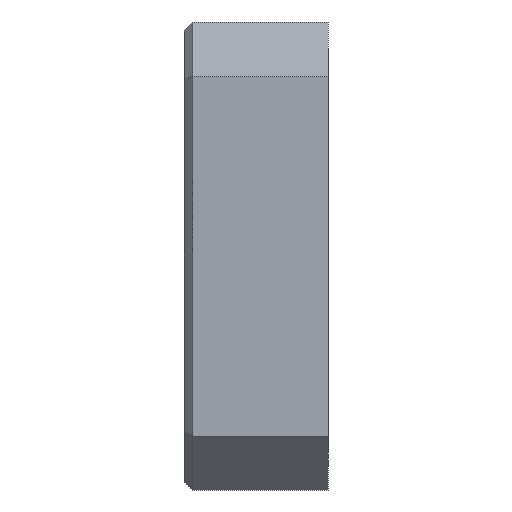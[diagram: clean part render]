
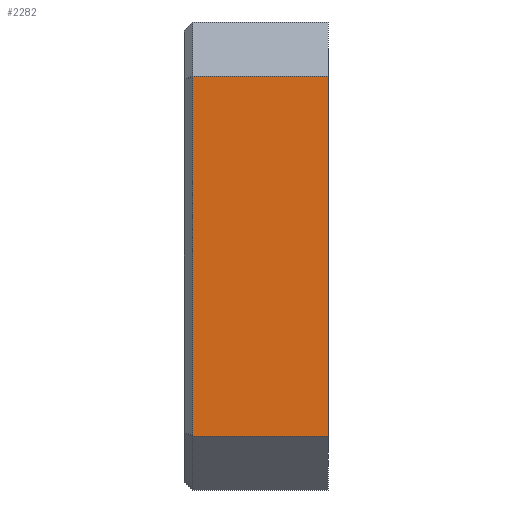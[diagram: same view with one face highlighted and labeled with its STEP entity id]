
A CAD part, left-side view. The second image highlights one B-rep face of the part: STEP entity #2282.
In plain terms, the highlighted planar face has unit normal (-1, 0, 0).
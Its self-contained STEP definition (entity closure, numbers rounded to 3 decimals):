
#119=PLANE('',#2428);
#238=FACE_OUTER_BOUND('',#373,.T.);
#373=EDGE_LOOP('',(#1855,#1856,#1857,#1858));
#523=LINE('',#3529,#781);
#552=LINE('',#3602,#810);
#586=LINE('',#3674,#844);
#588=LINE('',#3677,#846);
#781=VECTOR('',#2648,10.);
#810=VECTOR('',#2713,10.);
#844=VECTOR('',#2775,10.);
#846=VECTOR('',#2779,10.);
#1072=VERTEX_POINT('',#3526);
#1073=VERTEX_POINT('',#3528);
#1097=VERTEX_POINT('',#3594);
#1099=VERTEX_POINT('',#3600);
#1315=EDGE_CURVE('',#1073,#1072,#523,.T.);
#1351=EDGE_CURVE('',#1099,#1097,#552,.T.);
#1387=EDGE_CURVE('',#1097,#1072,#586,.T.);
#1389=EDGE_CURVE('',#1073,#1099,#588,.T.);
#1855=ORIENTED_EDGE('',*,*,#1351,.F.);
#1856=ORIENTED_EDGE('',*,*,#1389,.F.);
#1857=ORIENTED_EDGE('',*,*,#1315,.T.);
#1858=ORIENTED_EDGE('',*,*,#1387,.F.);
#2282=ADVANCED_FACE('',(#238),#119,.T.);
#2428=AXIS2_PLACEMENT_3D('',#3676,#2777,#2778);
#2648=DIRECTION('',(0.,0.,1.));
#2713=DIRECTION('',(0.,0.,1.));
#2775=DIRECTION('',(0.,-1.,0.));
#2777=DIRECTION('center_axis',(-1.,0.,0.));
#2778=DIRECTION('ref_axis',(0.,0.,1.));
#2779=DIRECTION('',(0.,1.,0.));
#3526=CARTESIAN_POINT('',(-15.5,0.,10.));
#3528=CARTESIAN_POINT('',(-15.5,0.,-10.));
#3529=CARTESIAN_POINT('',(-15.5,0.,-13.));
#3594=CARTESIAN_POINT('',(-15.5,7.5,10.));
#3600=CARTESIAN_POINT('',(-15.5,7.5,-10.));
#3602=CARTESIAN_POINT('',(-15.5,7.5,-6.5));
#3674=CARTESIAN_POINT('',(-15.5,0.,10.));
#3676=CARTESIAN_POINT('Origin',(-15.5,0.,-13.));
#3677=CARTESIAN_POINT('',(-15.5,0.,-10.));
